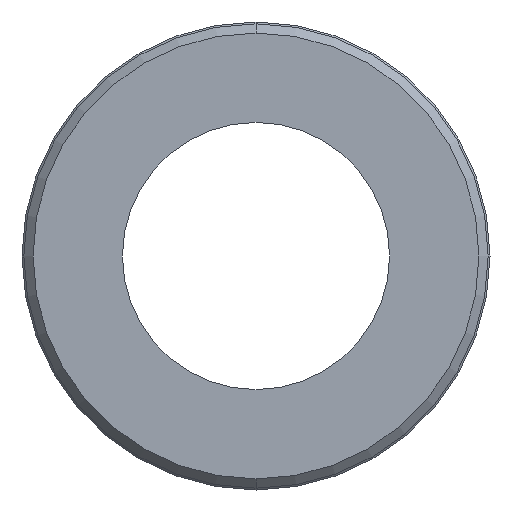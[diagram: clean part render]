
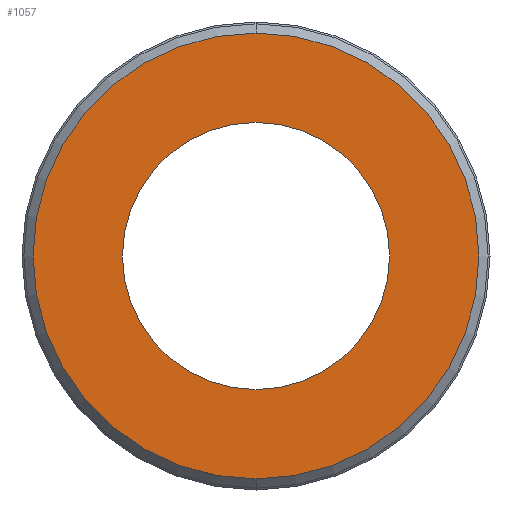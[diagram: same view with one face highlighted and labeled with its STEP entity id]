
A CAD part, front view. The second image highlights one B-rep face of the part: STEP entity #1057.
In plain terms, the highlighted planar face has unit normal (0, -1, 0).
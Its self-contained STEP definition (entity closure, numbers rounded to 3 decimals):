
#33 = EDGE_CURVE ( 'NONE', #807, #621, #119, .T. ) ;
#49 = FACE_OUTER_BOUND ( 'NONE', #690, .T. ) ;
#83 = AXIS2_PLACEMENT_3D ( 'NONE', #675, #1093, #336 ) ;
#119 = CIRCLE ( 'NONE', #862, 7.25 ) ;
#157 = DIRECTION ( 'NONE',  ( 0., -1., 0. ) ) ;
#178 = EDGE_CURVE ( 'NONE', #621, #807, #975, .T. ) ;
#185 = ORIENTED_EDGE ( 'NONE', *, *, #917, .T. ) ;
#240 = CARTESIAN_POINT ( 'NONE',  ( 0., 0., 0. ) ) ;
#252 = CARTESIAN_POINT ( 'NONE',  ( 0., 0., -12.1 ) ) ;
#287 = PLANE ( 'NONE',  #932 ) ;
#289 = EDGE_CURVE ( 'NONE', #547, #619, #942, .T. ) ;
#320 = DIRECTION ( 'NONE',  ( 0., -1., 0. ) ) ;
#336 = DIRECTION ( 'NONE',  ( 0., 0., -1. ) ) ;
#377 = CARTESIAN_POINT ( 'NONE',  ( 0., 0., 7.25 ) ) ;
#391 = ORIENTED_EDGE ( 'NONE', *, *, #178, .F. ) ;
#468 = CIRCLE ( 'NONE', #83, 12.1 ) ;
#497 = AXIS2_PLACEMENT_3D ( 'NONE', #240, #320, #805 ) ;
#499 = FACE_BOUND ( 'NONE', #568, .T. ) ;
#547 = VERTEX_POINT ( 'NONE', #847 ) ;
#568 = EDGE_LOOP ( 'NONE', ( #391, #751 ) ) ;
#576 = DIRECTION ( 'NONE',  ( 0., 0., -1. ) ) ;
#578 = DIRECTION ( 'NONE',  ( 0., -1., 0. ) ) ;
#580 = CARTESIAN_POINT ( 'NONE',  ( 0., 0., 0. ) ) ;
#619 = VERTEX_POINT ( 'NONE', #252 ) ;
#621 = VERTEX_POINT ( 'NONE', #695 ) ;
#658 = ORIENTED_EDGE ( 'NONE', *, *, #289, .T. ) ;
#675 = CARTESIAN_POINT ( 'NONE',  ( 0., 0., 0. ) ) ;
#690 = EDGE_LOOP ( 'NONE', ( #658, #185 ) ) ;
#693 = AXIS2_PLACEMENT_3D ( 'NONE', #1068, #1059, #1054 ) ;
#695 = CARTESIAN_POINT ( 'NONE',  ( 0., 0., -7.25 ) ) ;
#751 = ORIENTED_EDGE ( 'NONE', *, *, #33, .F. ) ;
#791 = CARTESIAN_POINT ( 'NONE',  ( 7.25, 0., 0. ) ) ;
#805 = DIRECTION ( 'NONE',  ( 0., 0., -1. ) ) ;
#807 = VERTEX_POINT ( 'NONE', #377 ) ;
#847 = CARTESIAN_POINT ( 'NONE',  ( 0., 0., 12.1 ) ) ;
#862 = AXIS2_PLACEMENT_3D ( 'NONE', #580, #578, #576 ) ;
#917 = EDGE_CURVE ( 'NONE', #619, #547, #468, .T. ) ;
#932 = AXIS2_PLACEMENT_3D ( 'NONE', #791, #157, #957 ) ;
#942 = CIRCLE ( 'NONE', #497, 12.1 ) ;
#957 = DIRECTION ( 'NONE',  ( 0., 0., -1. ) ) ;
#975 = CIRCLE ( 'NONE', #693, 7.25 ) ;
#1054 = DIRECTION ( 'NONE',  ( 0., 0., -1. ) ) ;
#1057 = ADVANCED_FACE ( 'NONE', ( #49, #499 ), #287, .T. ) ;
#1059 = DIRECTION ( 'NONE',  ( 0., -1., 0. ) ) ;
#1068 = CARTESIAN_POINT ( 'NONE',  ( 0., 0., 0. ) ) ;
#1093 = DIRECTION ( 'NONE',  ( 0., -1., 0. ) ) ;
